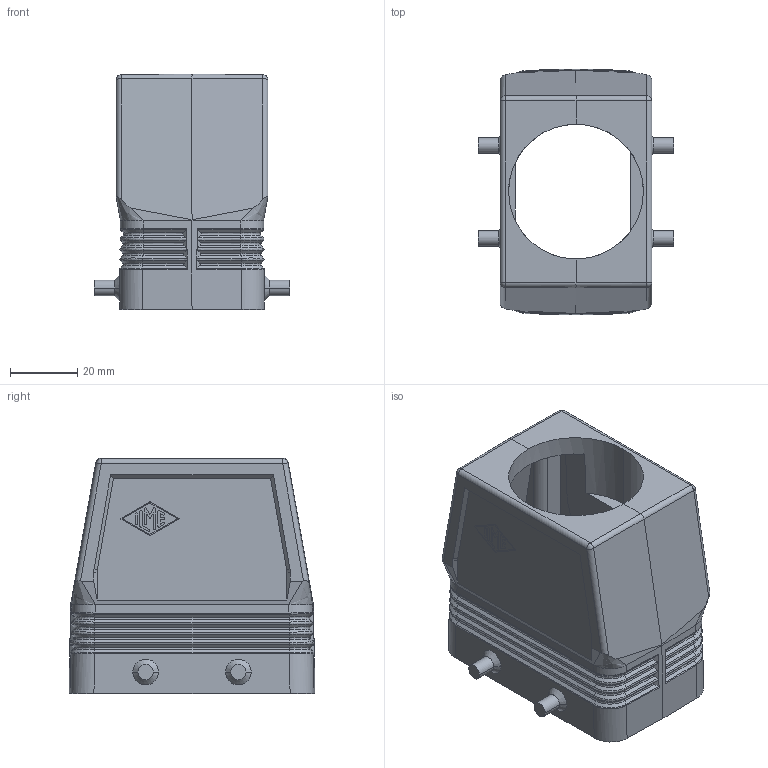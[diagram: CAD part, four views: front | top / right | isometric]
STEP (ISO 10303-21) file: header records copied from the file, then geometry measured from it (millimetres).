
FILE_DESCRIPTION(('Creo Elements/Direct Modeling STEP Export'),'2;1');
FILE_NAME('0ln7uvk49a6hqct4008','2017-02-20T13:07:19',(''),(''),'PTC Creo Elements/Direct Modeling STEP processor for AP214 (Solid Model)','PTC Creo Elements/Direct Modeling 19.0E 27-Jun-2016 (C) Parametric Technology GmbH','');
FILE_SCHEMA(('AUTOMOTIVE_DESIGN { 1 0 10303 214 1 1 1 1 }'));
Products named in the file (2): MFVE_10.40M
Assembly tree (1 placements, depth 2):
  MFVE_10.40M
    MFVE_10.40M
Bounding box: 58 x 72.99 x 70 mm (x, y, z)
Volume: 62102 mm3; surface area: 32308.3 mm2
Topology: 1 solids, 1 shells, 354 faces, 890 edges, 546 vertices
Faces by surface type: plane 141, bspline 102, cylinder 71, extrusion 28, cone 8, sphere 4
Entity records: 38516 total; most frequent: CARTESIAN_POINT 28355, ORIENTED_EDGE 1772, DIRECTION 1118, EDGE_CURVE 886, VERTEX_POINT 546, VECTOR 492, LINE 464, EDGE_LOOP 368
